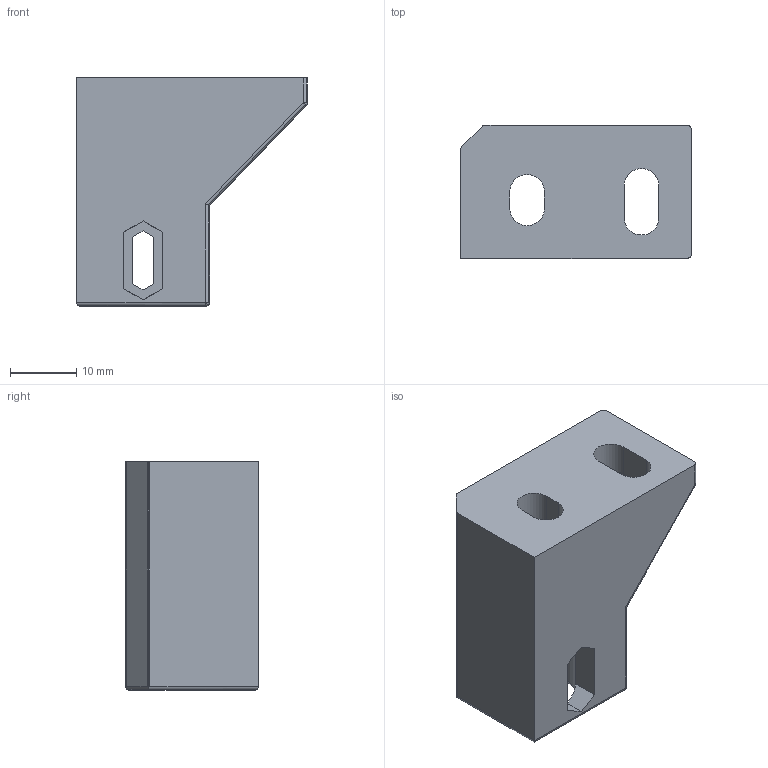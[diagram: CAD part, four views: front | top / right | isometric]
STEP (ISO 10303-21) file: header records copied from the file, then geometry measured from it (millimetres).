
FILE_DESCRIPTION(('STEP AP214'),'1');
FILE_NAME('VCoreProDockMount.stp','2021-12-30T00:17:59',(' '),(' '),'Spatial InterOp 3D',' ',' ');
FILE_SCHEMA(('automotive_design'));
Length unit declared in the file: inch
Products named in the file (1): 1
Bounding box: 34.74 x 20 x 34.4 mm (x, y, z)
Volume: 12800.5 mm3; surface area: 5508.7 mm2
Topology: 1 solids, 1 shells, 99 faces, 252 edges, 158 vertices
Faces by surface type: cylinder 50, plane 41, sphere 6, torus 2
Entity records: 3837 total; most frequent: DIRECTION 551, CARTESIAN_POINT 532, ORIENTED_EDGE 504, EDGE_CURVE 252, AXIS2_PLACEMENT_3D 201, VERTEX_POINT 158, LINE 149, VECTOR 149
